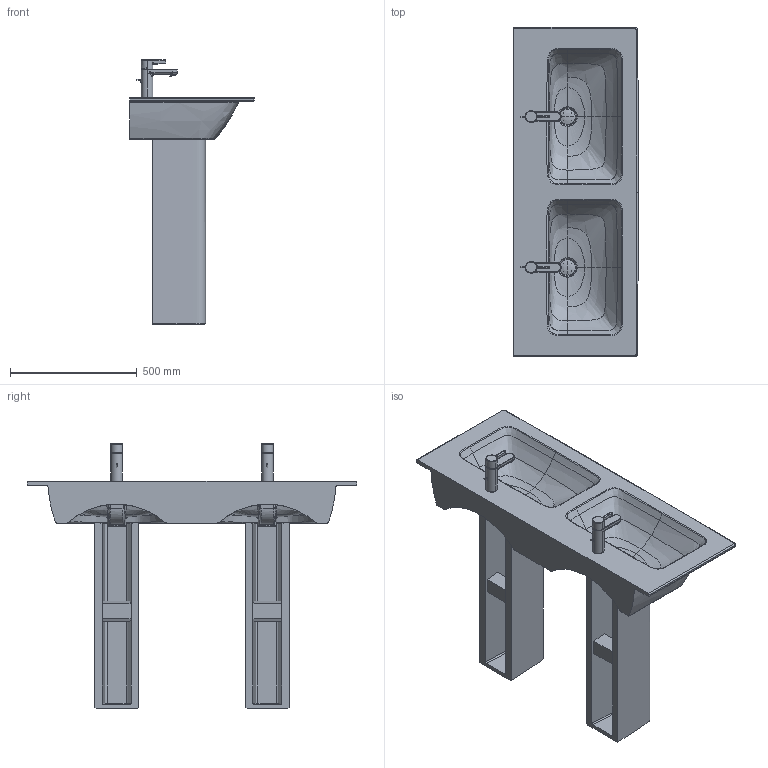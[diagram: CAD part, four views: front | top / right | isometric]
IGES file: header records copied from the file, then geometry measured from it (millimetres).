
Global section: file name: No Iges File Name specified; native system: Autodesk Inventor 2011; preprocessor: AutoDesk Inventor Iges Exporter R2011; author: Administrator; date: 20160608.141324; units: millimetre
Bounding box: 491.31 x 1300.26 x 1044.86 mm (x, y, z)
Volume: 55977712.1 mm3; surface area: 3948754.9 mm2
Topology: 15 solids, 15 shells, 748 faces, 1887 edges, 1181 vertices
Faces by surface type: bspline 308, plane 166, cylinder 112, revolution 108, torus 40, cone 10, sphere 4
